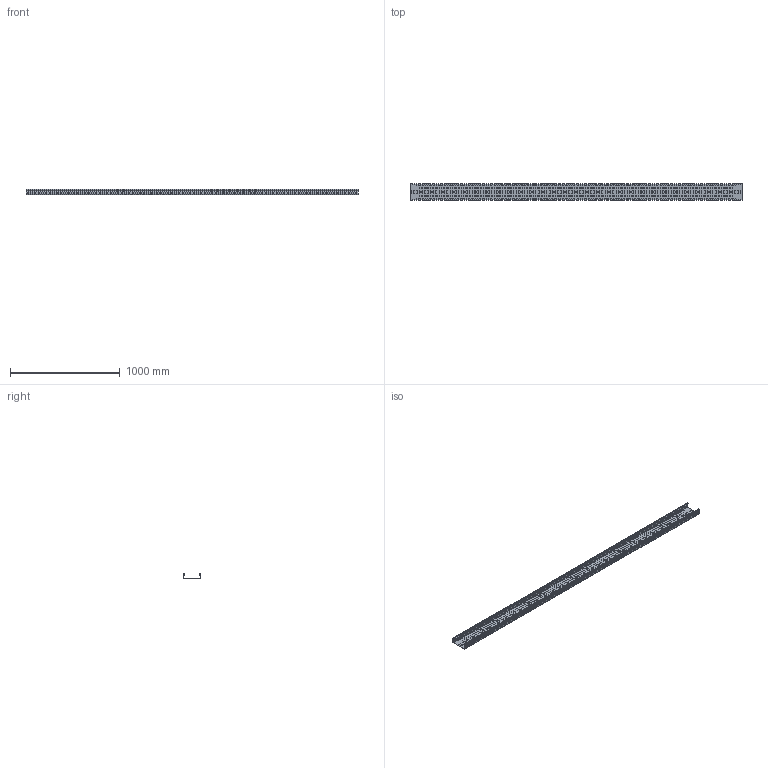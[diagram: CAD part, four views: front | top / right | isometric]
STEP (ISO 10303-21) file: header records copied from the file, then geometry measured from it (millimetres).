
FILE_DESCRIPTION(/* description */ (''),/* implementation_level */ '2;1');
FILE_NAME(/* name */ '487403.stp',/* time_stamp */ '2023-12-19T13:51:29+01:00',/* author */ ('bonnaudn'),/* organization */ (''),/* preprocessor_version */ 'ST-DEVELOPER v19.2',/* originating_system */ 'AutoCAD Mechanical',/* authorisation */ '');
FILE_SCHEMA (('AUTOMOTIVE_DESIGN { 1 0 10303 214 3 1 1 }'));
Length unit declared in the file: millimetre
Products named in the file (1): Product
Bounding box: 3030 x 150.4 x 50.2 mm (x, y, z)
Volume: 1197169.5 mm3; surface area: 1796378.7 mm2
Topology: 1 solids, 999 shells, 1036 faces, 3926 edges, 3890 vertices
Faces by surface type: plane 1016, cylinder 20
Entity records: 44749 total; most frequent: CARTESIAN_POINT 8853, DIRECTION 7978, ORIENTED_EDGE 4034, EDGE_CURVE 3926, VERTEX_POINT 3890, AXIS2_PLACEMENT_3D 3015, CIRCLE 1978, LINE 1948
